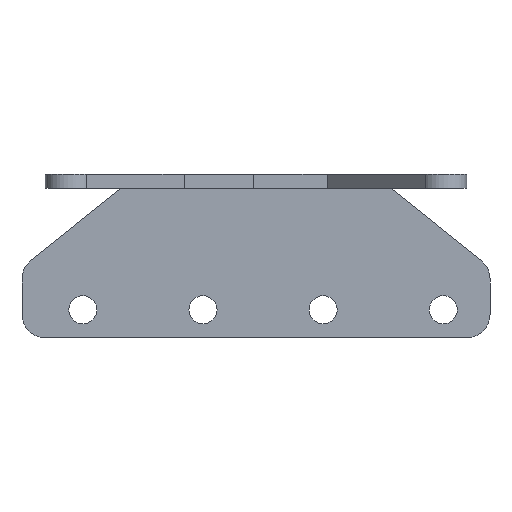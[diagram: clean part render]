
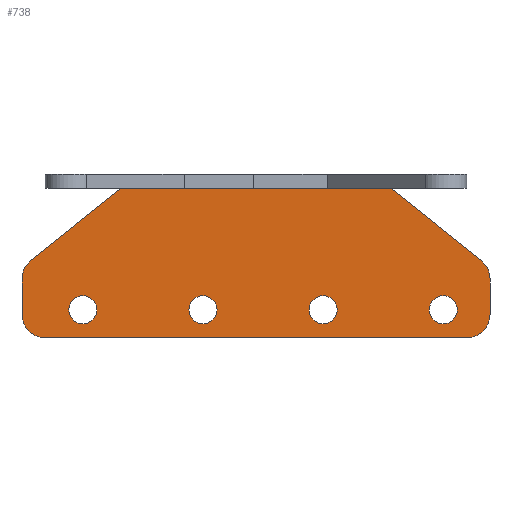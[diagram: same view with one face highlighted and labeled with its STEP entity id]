
A CAD part, front view. The second image highlights one B-rep face of the part: STEP entity #738.
In plain terms, the highlighted planar face has unit normal (0, -1, 0).
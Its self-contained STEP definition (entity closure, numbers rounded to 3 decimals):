
#27=FACE_BOUND('',#117,.T.);
#28=FACE_BOUND('',#118,.T.);
#29=FACE_BOUND('',#119,.T.);
#30=FACE_BOUND('',#120,.T.);
#44=PLANE('',#808);
#74=FACE_OUTER_BOUND('',#116,.T.);
#116=EDGE_LOOP('',(#565,#566,#567,#568,#569,#570,#571,#572,#573,#574,#575,
#576));
#117=EDGE_LOOP('',(#577));
#118=EDGE_LOOP('',(#578));
#119=EDGE_LOOP('',(#579));
#120=EDGE_LOOP('',(#580));
#161=LINE('',#1114,#233);
#172=LINE('',#1144,#244);
#173=LINE('',#1147,#245);
#175=LINE('',#1151,#247);
#179=LINE('',#1162,#251);
#180=LINE('',#1164,#252);
#181=LINE('',#1166,#253);
#182=LINE('',#1167,#254);
#233=VECTOR('',#897,10.);
#244=VECTOR('',#922,10.);
#245=VECTOR('',#925,10.);
#247=VECTOR('',#929,10.);
#251=VECTOR('',#943,10.);
#252=VECTOR('',#944,10.);
#253=VECTOR('',#945,10.);
#254=VECTOR('',#946,10.);
#297=CIRCLE('',#780,3.);
#299=CIRCLE('',#783,3.);
#301=CIRCLE('',#786,3.);
#303=CIRCLE('',#789,3.);
#305=CIRCLE('',#792,5.);
#310=CIRCLE('',#800,5.);
#311=CIRCLE('',#805,5.);
#312=CIRCLE('',#807,5.);
#329=VERTEX_POINT('',#1077);
#331=VERTEX_POINT('',#1083);
#333=VERTEX_POINT('',#1089);
#335=VERTEX_POINT('',#1095);
#337=VERTEX_POINT('',#1101);
#338=VERTEX_POINT('',#1102);
#342=VERTEX_POINT('',#1112);
#352=VERTEX_POINT('',#1136);
#353=VERTEX_POINT('',#1138);
#354=VERTEX_POINT('',#1142);
#355=VERTEX_POINT('',#1146);
#356=VERTEX_POINT('',#1150);
#357=VERTEX_POINT('',#1154);
#358=VERTEX_POINT('',#1158);
#359=VERTEX_POINT('',#1163);
#360=VERTEX_POINT('',#1165);
#397=EDGE_CURVE('',#329,#329,#297,.T.);
#400=EDGE_CURVE('',#331,#331,#299,.T.);
#403=EDGE_CURVE('',#333,#333,#301,.T.);
#406=EDGE_CURVE('',#335,#335,#303,.T.);
#409=EDGE_CURVE('',#337,#338,#305,.T.);
#415=EDGE_CURVE('',#337,#342,#161,.T.);
#427=EDGE_CURVE('',#352,#353,#310,.T.);
#430=EDGE_CURVE('',#354,#352,#172,.T.);
#431=EDGE_CURVE('',#338,#355,#173,.T.);
#433=EDGE_CURVE('',#353,#356,#175,.T.);
#435=EDGE_CURVE('',#356,#357,#311,.T.);
#438=EDGE_CURVE('',#358,#342,#312,.T.);
#439=EDGE_CURVE('',#357,#358,#179,.T.);
#440=EDGE_CURVE('',#354,#359,#180,.T.);
#441=EDGE_CURVE('',#360,#359,#181,.T.);
#442=EDGE_CURVE('',#355,#360,#182,.T.);
#565=ORIENTED_EDGE('',*,*,#409,.F.);
#566=ORIENTED_EDGE('',*,*,#415,.T.);
#567=ORIENTED_EDGE('',*,*,#438,.F.);
#568=ORIENTED_EDGE('',*,*,#439,.F.);
#569=ORIENTED_EDGE('',*,*,#435,.F.);
#570=ORIENTED_EDGE('',*,*,#433,.F.);
#571=ORIENTED_EDGE('',*,*,#427,.F.);
#572=ORIENTED_EDGE('',*,*,#430,.F.);
#573=ORIENTED_EDGE('',*,*,#440,.T.);
#574=ORIENTED_EDGE('',*,*,#441,.F.);
#575=ORIENTED_EDGE('',*,*,#442,.F.);
#576=ORIENTED_EDGE('',*,*,#431,.F.);
#577=ORIENTED_EDGE('',*,*,#397,.T.);
#578=ORIENTED_EDGE('',*,*,#400,.T.);
#579=ORIENTED_EDGE('',*,*,#403,.T.);
#580=ORIENTED_EDGE('',*,*,#406,.T.);
#738=ADVANCED_FACE('',(#74,#27,#28,#29,#30),#44,.T.);
#780=AXIS2_PLACEMENT_3D('',#1078,#859,#860);
#783=AXIS2_PLACEMENT_3D('',#1084,#866,#867);
#786=AXIS2_PLACEMENT_3D('',#1090,#873,#874);
#789=AXIS2_PLACEMENT_3D('',#1096,#880,#881);
#792=AXIS2_PLACEMENT_3D('',#1103,#887,#888);
#800=AXIS2_PLACEMENT_3D('',#1139,#916,#917);
#805=AXIS2_PLACEMENT_3D('',#1155,#933,#934);
#807=AXIS2_PLACEMENT_3D('',#1160,#939,#940);
#808=AXIS2_PLACEMENT_3D('',#1161,#941,#942);
#859=DIRECTION('center_axis',(0.,1.,0.));
#860=DIRECTION('ref_axis',(0.,0.,-1.));
#866=DIRECTION('center_axis',(0.,1.,0.));
#867=DIRECTION('ref_axis',(0.,0.,-1.));
#873=DIRECTION('center_axis',(0.,1.,0.));
#874=DIRECTION('ref_axis',(0.,0.,-1.));
#880=DIRECTION('center_axis',(0.,1.,0.));
#881=DIRECTION('ref_axis',(0.,0.,-1.));
#887=DIRECTION('center_axis',(0.,1.,0.));
#888=DIRECTION('ref_axis',(-0.901,0.,0.433));
#897=DIRECTION('',(0.,0.,-1.));
#916=DIRECTION('center_axis',(0.,1.,0.));
#917=DIRECTION('ref_axis',(0.901,0.,0.433));
#922=DIRECTION('',(0.781,0.,-0.625));
#925=DIRECTION('',(0.781,0.,0.625));
#929=DIRECTION('',(0.,0.,-1.));
#933=DIRECTION('center_axis',(0.,1.,0.));
#934=DIRECTION('ref_axis',(0.707,0.,-0.707));
#939=DIRECTION('center_axis',(0.,1.,0.));
#940=DIRECTION('ref_axis',(-0.707,0.,-0.707));
#941=DIRECTION('center_axis',(0.,-1.,0.));
#942=DIRECTION('ref_axis',(-1.,0.,0.));
#943=DIRECTION('',(-1.,0.,0.));
#944=DIRECTION('',(0.,0.,-1.));
#945=DIRECTION('',(1.,0.,0.));
#946=DIRECTION('',(0.,0.,-1.));
#1077=CARTESIAN_POINT('',(47.117,72.251,-26.));
#1078=CARTESIAN_POINT('Origin',(47.117,72.251,-29.));
#1083=CARTESIAN_POINT('',(98.45,72.251,-26.));
#1084=CARTESIAN_POINT('Origin',(98.45,72.251,-29.));
#1089=CARTESIAN_POINT('',(72.783,72.251,-26.));
#1090=CARTESIAN_POINT('Origin',(72.783,72.251,-29.));
#1095=CARTESIAN_POINT('',(21.45,72.251,-26.));
#1096=CARTESIAN_POINT('Origin',(21.45,72.251,-29.));
#1101=CARTESIAN_POINT('',(8.45,72.251,-22.403));
#1102=CARTESIAN_POINT('',(10.327,72.251,-18.499));
#1103=CARTESIAN_POINT('Origin',(13.45,72.251,-22.403));
#1112=CARTESIAN_POINT('',(8.45,72.251,-30.));
#1114=CARTESIAN_POINT('',(8.45,72.251,0.));
#1136=CARTESIAN_POINT('',(106.573,72.251,-18.499));
#1138=CARTESIAN_POINT('',(108.45,72.251,-22.403));
#1139=CARTESIAN_POINT('Origin',(103.45,72.25,-22.403));
#1142=CARTESIAN_POINT('',(83.45,72.251,0.));
#1144=CARTESIAN_POINT('',(97.322,72.251,-11.098));
#1146=CARTESIAN_POINT('',(33.45,72.251,0.));
#1147=CARTESIAN_POINT('',(50.066,72.251,13.293));
#1150=CARTESIAN_POINT('',(108.45,72.251,-30.));
#1151=CARTESIAN_POINT('',(108.45,72.251,0.));
#1154=CARTESIAN_POINT('',(103.45,72.251,-35.));
#1155=CARTESIAN_POINT('Origin',(103.45,72.25,-30.));
#1158=CARTESIAN_POINT('',(13.45,72.251,-35.));
#1160=CARTESIAN_POINT('Origin',(13.45,72.251,-30.));
#1161=CARTESIAN_POINT('Origin',(108.45,72.251,0.));
#1162=CARTESIAN_POINT('',(108.45,72.251,-35.));
#1163=CARTESIAN_POINT('',(83.45,72.251,-3.));
#1164=CARTESIAN_POINT('',(83.45,72.251,0.));
#1165=CARTESIAN_POINT('',(33.45,72.251,-3.));
#1166=CARTESIAN_POINT('',(33.45,72.251,-3.));
#1167=CARTESIAN_POINT('',(33.45,72.251,0.));
